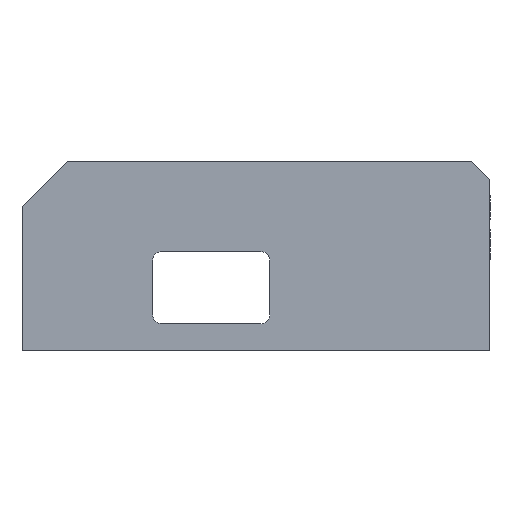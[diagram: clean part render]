
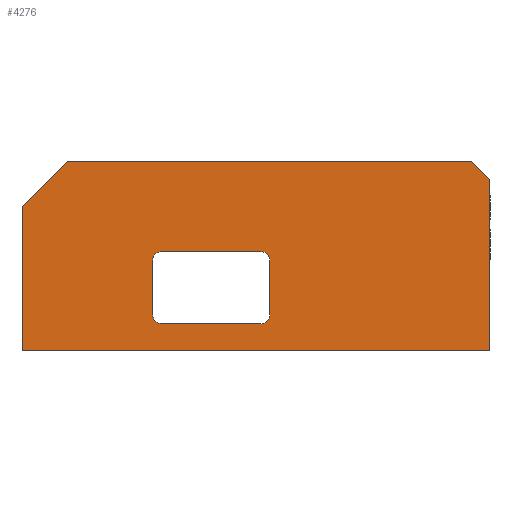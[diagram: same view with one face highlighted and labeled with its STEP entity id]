
A CAD part, left-side view. The second image highlights one B-rep face of the part: STEP entity #4276.
In plain terms, the highlighted planar face has unit normal (-1, 0, 0).
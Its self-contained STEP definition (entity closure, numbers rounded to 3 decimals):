
#431=FACE_BOUND('',#726,.T.);
#448=CIRCLE('',#4515,1.);
#450=CIRCLE('',#4519,1.);
#452=CIRCLE('',#4523,1.);
#454=CIRCLE('',#4527,1.);
#486=FACE_OUTER_BOUND('',#725,.T.);
#725=EDGE_LOOP('',(#2888,#2889,#2890,#2891,#2892,#2893));
#726=EDGE_LOOP('',(#2894,#2895,#2896,#2897,#2898,#2899,#2900,#2901));
#965=LINE('',#5244,#1342);
#969=LINE('',#5256,#1346);
#973=LINE('',#5268,#1350);
#977=LINE('',#5280,#1354);
#985=LINE('',#5318,#1362);
#987=LINE('',#5322,#1364);
#988=LINE('',#5324,#1365);
#989=LINE('',#5326,#1366);
#990=LINE('',#5328,#1367);
#991=LINE('',#5329,#1368);
#1342=VECTOR('',#4633,10.);
#1346=VECTOR('',#4645,10.);
#1350=VECTOR('',#4657,10.);
#1354=VECTOR('',#4669,10.);
#1362=VECTOR('',#4713,10.);
#1364=VECTOR('',#4717,10.);
#1365=VECTOR('',#4718,10.);
#1366=VECTOR('',#4719,10.);
#1367=VECTOR('',#4720,10.);
#1368=VECTOR('',#4721,10.);
#1719=VERTEX_POINT('',#5241);
#1720=VERTEX_POINT('',#5243);
#1722=VERTEX_POINT('',#5249);
#1724=VERTEX_POINT('',#5255);
#1726=VERTEX_POINT('',#5261);
#1728=VERTEX_POINT('',#5267);
#1730=VERTEX_POINT('',#5273);
#1732=VERTEX_POINT('',#5279);
#1743=VERTEX_POINT('',#5315);
#1744=VERTEX_POINT('',#5317);
#1745=VERTEX_POINT('',#5321);
#1746=VERTEX_POINT('',#5323);
#1747=VERTEX_POINT('',#5325);
#1748=VERTEX_POINT('',#5327);
#2165=EDGE_CURVE('',#1720,#1719,#965,.T.);
#2168=EDGE_CURVE('',#1722,#1720,#448,.T.);
#2171=EDGE_CURVE('',#1724,#1722,#969,.T.);
#2174=EDGE_CURVE('',#1726,#1724,#450,.T.);
#2177=EDGE_CURVE('',#1728,#1726,#973,.T.);
#2180=EDGE_CURVE('',#1730,#1728,#452,.T.);
#2183=EDGE_CURVE('',#1732,#1730,#977,.T.);
#2186=EDGE_CURVE('',#1719,#1732,#454,.T.);
#2201=EDGE_CURVE('',#1743,#1744,#985,.T.);
#2203=EDGE_CURVE('',#1745,#1743,#987,.T.);
#2204=EDGE_CURVE('',#1746,#1745,#988,.T.);
#2205=EDGE_CURVE('',#1747,#1746,#989,.T.);
#2206=EDGE_CURVE('',#1748,#1747,#990,.T.);
#2207=EDGE_CURVE('',#1748,#1744,#991,.T.);
#2888=ORIENTED_EDGE('',*,*,#2201,.F.);
#2889=ORIENTED_EDGE('',*,*,#2203,.F.);
#2890=ORIENTED_EDGE('',*,*,#2204,.F.);
#2891=ORIENTED_EDGE('',*,*,#2205,.F.);
#2892=ORIENTED_EDGE('',*,*,#2206,.F.);
#2893=ORIENTED_EDGE('',*,*,#2207,.T.);
#2894=ORIENTED_EDGE('',*,*,#2165,.T.);
#2895=ORIENTED_EDGE('',*,*,#2186,.T.);
#2896=ORIENTED_EDGE('',*,*,#2183,.T.);
#2897=ORIENTED_EDGE('',*,*,#2180,.T.);
#2898=ORIENTED_EDGE('',*,*,#2177,.T.);
#2899=ORIENTED_EDGE('',*,*,#2174,.T.);
#2900=ORIENTED_EDGE('',*,*,#2171,.T.);
#2901=ORIENTED_EDGE('',*,*,#2168,.T.);
#4177=PLANE('',#4543);
#4276=ADVANCED_FACE('',(#486,#431),#4177,.T.);
#4515=AXIS2_PLACEMENT_3D('',#5250,#4639,#4640);
#4519=AXIS2_PLACEMENT_3D('',#5262,#4651,#4652);
#4523=AXIS2_PLACEMENT_3D('',#5274,#4663,#4664);
#4527=AXIS2_PLACEMENT_3D('',#5284,#4675,#4676);
#4543=AXIS2_PLACEMENT_3D('',#5320,#4715,#4716);
#4633=DIRECTION('',(0.,1.,0.));
#4639=DIRECTION('center_axis',(1.,0.,0.));
#4640=DIRECTION('ref_axis',(0.,0.,-1.));
#4645=DIRECTION('',(0.,0.,-1.));
#4651=DIRECTION('center_axis',(1.,0.,0.));
#4652=DIRECTION('ref_axis',(0.,-1.,0.));
#4657=DIRECTION('',(0.,-1.,0.));
#4663=DIRECTION('center_axis',(1.,0.,0.));
#4664=DIRECTION('ref_axis',(0.,0.,1.));
#4669=DIRECTION('',(0.,0.,1.));
#4675=DIRECTION('center_axis',(1.,0.,0.));
#4676=DIRECTION('ref_axis',(0.,1.,0.));
#4713=DIRECTION('',(0.,-0.707,-0.707));
#4715=DIRECTION('center_axis',(-1.,0.,0.));
#4716=DIRECTION('ref_axis',(0.,-1.,0.));
#4717=DIRECTION('',(0.,-1.,0.));
#4718=DIRECTION('',(0.,-0.707,0.707));
#4719=DIRECTION('',(0.,0.,1.));
#4720=DIRECTION('',(0.,1.,0.));
#4721=DIRECTION('',(0.,0.,1.));
#5241=CARTESIAN_POINT('',(-16.042,26.5,3.));
#5243=CARTESIAN_POINT('',(-16.042,15.5,3.));
#5244=CARTESIAN_POINT('',(-16.042,28.75,3.));
#5249=CARTESIAN_POINT('',(-16.042,14.5,4.));
#5250=CARTESIAN_POINT('Origin',(-16.042,15.5,4.));
#5255=CARTESIAN_POINT('',(-16.042,14.5,10.));
#5256=CARTESIAN_POINT('',(-16.042,14.5,5.));
#5261=CARTESIAN_POINT('',(-16.042,15.5,11.));
#5262=CARTESIAN_POINT('Origin',(-16.042,15.5,10.));
#5267=CARTESIAN_POINT('',(-16.042,26.5,11.));
#5268=CARTESIAN_POINT('',(-16.042,34.25,11.));
#5273=CARTESIAN_POINT('',(-16.042,27.5,10.));
#5274=CARTESIAN_POINT('Origin',(-16.042,26.5,10.));
#5279=CARTESIAN_POINT('',(-16.042,27.5,4.));
#5280=CARTESIAN_POINT('',(-16.042,27.5,2.));
#5284=CARTESIAN_POINT('Origin',(-16.042,26.5,4.));
#5315=CARTESIAN_POINT('',(-16.042,-7.915,21.));
#5317=CARTESIAN_POINT('',(-16.042,-9.915,19.));
#5318=CARTESIAN_POINT('',(-16.042,-1.186,27.729));
#5320=CARTESIAN_POINT('Origin',(-16.042,42.,0.));
#5321=CARTESIAN_POINT('',(-16.042,37.,21.));
#5322=CARTESIAN_POINT('',(-16.042,-9.915,21.));
#5323=CARTESIAN_POINT('',(-16.042,42.,16.));
#5324=CARTESIAN_POINT('',(-16.042,44.75,13.25));
#5325=CARTESIAN_POINT('',(-16.042,42.,0.));
#5326=CARTESIAN_POINT('',(-16.042,42.,0.));
#5327=CARTESIAN_POINT('',(-16.042,-9.915,0.));
#5328=CARTESIAN_POINT('',(-16.042,-9.915,0.));
#5329=CARTESIAN_POINT('',(-16.042,-9.915,0.));
